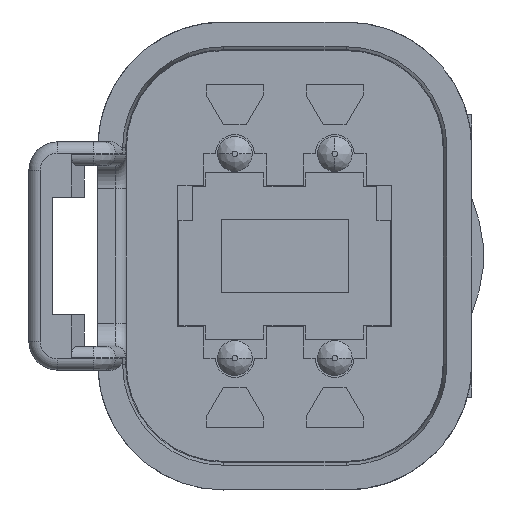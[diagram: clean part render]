
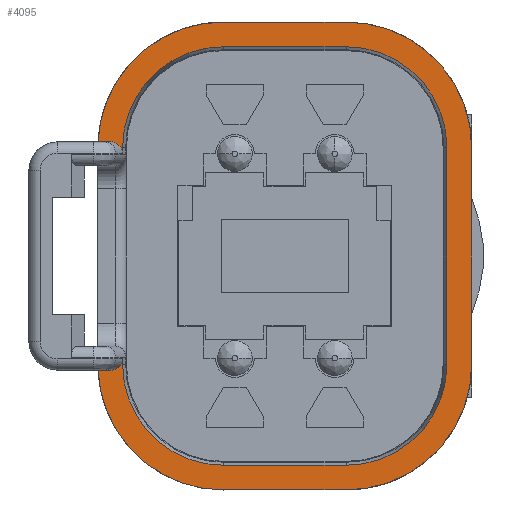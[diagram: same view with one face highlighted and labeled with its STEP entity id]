
A CAD part, left-side view. The second image highlights one B-rep face of the part: STEP entity #4095.
In plain terms, the highlighted planar face has unit normal (-1, 0, 0).
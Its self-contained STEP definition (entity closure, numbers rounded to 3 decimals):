
#47=CARTESIAN_POINT('',(0.,2.731,4.826));
#48=DIRECTION('',(-1.,0.,0.));
#49=DIRECTION('',(0.,0.,1.));
#50=AXIS2_PLACEMENT_3D('',#47,#48,#49);
#52=DIRECTION('',(0.,0.,-1.));
#53=VECTOR('',#52,0.254);
#54=CARTESIAN_POINT('',(0.,7.219,4.826));
#55=LINE('',#54,#53);
#56=CARTESIAN_POINT('',(0.,2.731,4.826));
#57=DIRECTION('',(1.,0.,0.));
#58=DIRECTION('',(0.,0.999,0.045));
#59=AXIS2_PLACEMENT_3D('',#56,#57,#58);
#61=DIRECTION('',(0.,-1.,0.));
#62=VECTOR('',#61,5.461);
#63=CARTESIAN_POINT('',(0.,2.731,10.414));
#64=LINE('',#63,#62);
#65=CARTESIAN_POINT('',(0.,-2.731,4.826));
#66=DIRECTION('',(1.,0.,0.));
#67=DIRECTION('',(0.,0.,1.));
#68=AXIS2_PLACEMENT_3D('',#65,#66,#67);
#70=DIRECTION('',(0.,0.,-1.));
#71=VECTOR('',#70,9.652);
#72=CARTESIAN_POINT('',(0.,-8.319,4.826));
#73=LINE('',#72,#71);
#74=CARTESIAN_POINT('',(0.,-2.731,-4.826));
#75=DIRECTION('',(1.,0.,0.));
#76=DIRECTION('',(0.,-1.,0.));
#77=AXIS2_PLACEMENT_3D('',#74,#75,#76);
#79=DIRECTION('',(0.,1.,0.));
#80=VECTOR('',#79,5.461);
#81=CARTESIAN_POINT('',(0.,-2.731,-10.414));
#82=LINE('',#81,#80);
#83=CARTESIAN_POINT('',(0.,2.731,-4.826));
#84=DIRECTION('',(1.,0.,0.));
#85=DIRECTION('',(0.,0.,-1.));
#86=AXIS2_PLACEMENT_3D('',#83,#84,#85);
#88=DIRECTION('',(0.,-1.,0.));
#89=VECTOR('',#88,0.568);
#90=CARTESIAN_POINT('',(0.,8.313,-5.08));
#91=LINE('',#90,#89);
#92=DIRECTION('',(0.,0.,-1.));
#93=VECTOR('',#92,0.254);
#94=CARTESIAN_POINT('',(0.,7.219,
-4.572));
#95=LINE('',#94,#93);
#96=CARTESIAN_POINT('',(0.,2.731,-4.826));
#97=DIRECTION('',(-1.,0.,0.));
#98=DIRECTION('',(0.,1.,0.));
#99=AXIS2_PLACEMENT_3D('',#96,#97,#98);
#101=DIRECTION('',(0.,-1.,0.));
#102=VECTOR('',#101,5.461);
#103=CARTESIAN_POINT('',(0.,2.731,-9.314));
#104=LINE('',#103,#102);
#105=CARTESIAN_POINT('',(0.,-2.731,-4.826));
#106=DIRECTION('',(-1.,0.,0.));
#107=DIRECTION('',(0.,0.,-1.));
#108=AXIS2_PLACEMENT_3D('',#105,#106,#107);
#110=DIRECTION('',(0.,0.,1.));
#111=VECTOR('',#110,9.652);
#112=CARTESIAN_POINT('',(0.,-7.219,-4.826));
#113=LINE('',#112,#111);
#114=CARTESIAN_POINT('',(0.,-2.731,4.826));
#115=DIRECTION('',(-1.,0.,0.));
#116=DIRECTION('',(0.,-1.,0.));
#117=AXIS2_PLACEMENT_3D('',#114,#115,#116);
#119=DIRECTION('',(0.,1.,0.));
#120=VECTOR('',#119,5.461);
#121=CARTESIAN_POINT('',(0.,-2.731,9.314));
#122=LINE('',#121,#120);
#515=CARTESIAN_POINT('',(0.,7.219,-4.572));
#516=CARTESIAN_POINT('',(0.,7.219,-4.658));
#517=CARTESIAN_POINT('',(0.,7.258,-4.791));
#518=CARTESIAN_POINT('',(0.,7.367,-4.941));
#519=CARTESIAN_POINT('',(0.,7.522,-5.044));
#520=CARTESIAN_POINT('',(0.,7.658,-5.08));
#521=CARTESIAN_POINT('',(0.,7.745,-5.08));
#606=DIRECTION('',(0.,-1.,0.));
#607=VECTOR('',#606,0.568);
#608=CARTESIAN_POINT('',(0.,8.313,5.08));
#609=LINE('',#608,#607);
#936=CARTESIAN_POINT('',(0.,7.745,5.08));
#937=CARTESIAN_POINT('',(0.,7.658,5.08));
#938=CARTESIAN_POINT('',(0.,7.522,5.044));
#939=CARTESIAN_POINT('',(0.,7.367,4.941));
#940=CARTESIAN_POINT('',(0.,7.258,4.791));
#941=CARTESIAN_POINT('',(0.,7.219,4.658));
#942=CARTESIAN_POINT('',(0.,7.219,4.572));
#3172=CARTESIAN_POINT('',(0.,2.731,9.314));
#3173=CARTESIAN_POINT('',(0.,7.219,4.826));
#3174=VERTEX_POINT('',#3172);
#3175=VERTEX_POINT('',#3173);
#3176=CARTESIAN_POINT('',(0.,7.219,
4.572));
#3177=VERTEX_POINT('',#3176);
#3178=VERTEX_POINT('',#936);
#3179=CARTESIAN_POINT('',(0.,8.313,5.08));
#3180=VERTEX_POINT('',#3179);
#3181=CARTESIAN_POINT('',(0.,2.731,10.414));
#3182=VERTEX_POINT('',#3181);
#3183=CARTESIAN_POINT('',(0.,-2.731,10.414));
#3184=VERTEX_POINT('',#3183);
#3185=CARTESIAN_POINT('',(0.,-8.319,4.826));
#3186=VERTEX_POINT('',#3185);
#3187=CARTESIAN_POINT('',(0.,-8.319,-4.826));
#3188=VERTEX_POINT('',#3187);
#3189=CARTESIAN_POINT('',(0.,-2.731,-10.414));
#3190=VERTEX_POINT('',#3189);
#3191=CARTESIAN_POINT('',(0.,2.731,-10.414));
#3192=VERTEX_POINT('',#3191);
#3193=CARTESIAN_POINT('',(0.,8.313,-5.08));
#3194=VERTEX_POINT('',#3193);
#3195=CARTESIAN_POINT('',(0.,7.745,-5.08));
#3196=VERTEX_POINT('',#3195);
#3197=VERTEX_POINT('',#515);
#3198=CARTESIAN_POINT('',(0.,7.219,-4.826));
#3199=VERTEX_POINT('',#3198);
#3200=CARTESIAN_POINT('',(0.,2.731,-9.314));
#3201=VERTEX_POINT('',#3200);
#3202=CARTESIAN_POINT('',(0.,-2.731,-9.314));
#3203=VERTEX_POINT('',#3202);
#3204=CARTESIAN_POINT('',(0.,-7.219,-4.826));
#3205=VERTEX_POINT('',#3204);
#3206=CARTESIAN_POINT('',(0.,-7.219,4.826));
#3207=VERTEX_POINT('',#3206);
#3208=CARTESIAN_POINT('',(0.,-2.731,9.314));
#3209=VERTEX_POINT('',#3208);
#4048=CARTESIAN_POINT('',(0.,0.,0.));
#4049=DIRECTION('',(-1.,0.,0.));
#4050=DIRECTION('',(0.,0.,1.));
#4051=AXIS2_PLACEMENT_3D('',#4048,#4049,#4050);
#4052=PLANE('',#4051);
#4054=ORIENTED_EDGE('',*,*,#4053,.T.);
#4056=ORIENTED_EDGE('',*,*,#4055,.T.);
#4058=ORIENTED_EDGE('',*,*,#4057,.F.);
#4060=ORIENTED_EDGE('',*,*,#4059,.F.);
#4062=ORIENTED_EDGE('',*,*,#4061,.T.);
#4064=ORIENTED_EDGE('',*,*,#4063,.T.);
#4066=ORIENTED_EDGE('',*,*,#4065,.T.);
#4068=ORIENTED_EDGE('',*,*,#4067,.T.);
#4070=ORIENTED_EDGE('',*,*,#4069,.T.);
#4072=ORIENTED_EDGE('',*,*,#4071,.T.);
#4074=ORIENTED_EDGE('',*,*,#4073,.T.);
#4076=ORIENTED_EDGE('',*,*,#4075,.T.);
#4078=ORIENTED_EDGE('',*,*,#4077,.F.);
#4080=ORIENTED_EDGE('',*,*,#4079,.T.);
#4082=ORIENTED_EDGE('',*,*,#4081,.T.);
#4084=ORIENTED_EDGE('',*,*,#4083,.T.);
#4086=ORIENTED_EDGE('',*,*,#4085,.T.);
#4088=ORIENTED_EDGE('',*,*,#4087,.T.);
#4090=ORIENTED_EDGE('',*,*,#4089,.T.);
#4092=ORIENTED_EDGE('',*,*,#4091,.T.);
#4093=EDGE_LOOP('',(#4054,#4056,#4058,#4060,#4062,#4064,#4066,#4068,#4070,#4072,
#4074,#4076,#4078,#4080,#4082,#4084,#4086,#4088,#4090,#4092));
#4094=FACE_OUTER_BOUND('',#4093,.F.);
#4095=ADVANCED_FACE('',(#4094),#4052,.T.);
#51=CIRCLE('',#50,4.488);
#60=CIRCLE('',#59,5.588);
#69=CIRCLE('',#68,5.588);
#78=CIRCLE('',#77,5.588);
#87=CIRCLE('',#86,5.588);
#100=CIRCLE('',#99,4.488);
#109=CIRCLE('',#108,4.488);
#118=CIRCLE('',#117,4.488);
#522=B_SPLINE_CURVE_WITH_KNOTS('',3,(#515,#516,#517,#518,#519,#520,#521),
.UNSPECIFIED.,.F.,.F.,(4,1,1,1,4),(0.,0.25,0.5,0.75,1.),
.UNSPECIFIED.);
#943=B_SPLINE_CURVE_WITH_KNOTS('',3,(#936,#937,#938,#939,#940,#941,#942),
.UNSPECIFIED.,.F.,.F.,(4,1,1,1,4),(0.,0.25,0.5,0.75,1.),
.UNSPECIFIED.);
#4053=EDGE_CURVE('',#3174,#3175,#51,.T.);
#4055=EDGE_CURVE('',#3175,#3177,#55,.T.);
#4057=EDGE_CURVE('',#3178,#3177,#943,.T.);
#4059=EDGE_CURVE('',#3180,#3178,#609,.T.);
#4061=EDGE_CURVE('',#3180,#3182,#60,.T.);
#4063=EDGE_CURVE('',#3182,#3184,#64,.T.);
#4065=EDGE_CURVE('',#3184,#3186,#69,.T.);
#4067=EDGE_CURVE('',#3186,#3188,#73,.T.);
#4069=EDGE_CURVE('',#3188,#3190,#78,.T.);
#4071=EDGE_CURVE('',#3190,#3192,#82,.T.);
#4073=EDGE_CURVE('',#3192,#3194,#87,.T.);
#4075=EDGE_CURVE('',#3194,#3196,#91,.T.);
#4077=EDGE_CURVE('',#3197,#3196,#522,.T.);
#4079=EDGE_CURVE('',#3197,#3199,#95,.T.);
#4081=EDGE_CURVE('',#3199,#3201,#100,.T.);
#4083=EDGE_CURVE('',#3201,#3203,#104,.T.);
#4085=EDGE_CURVE('',#3203,#3205,#109,.T.);
#4087=EDGE_CURVE('',#3205,#3207,#113,.T.);
#4089=EDGE_CURVE('',#3207,#3209,#118,.T.);
#4091=EDGE_CURVE('',#3209,#3174,#122,.T.);
